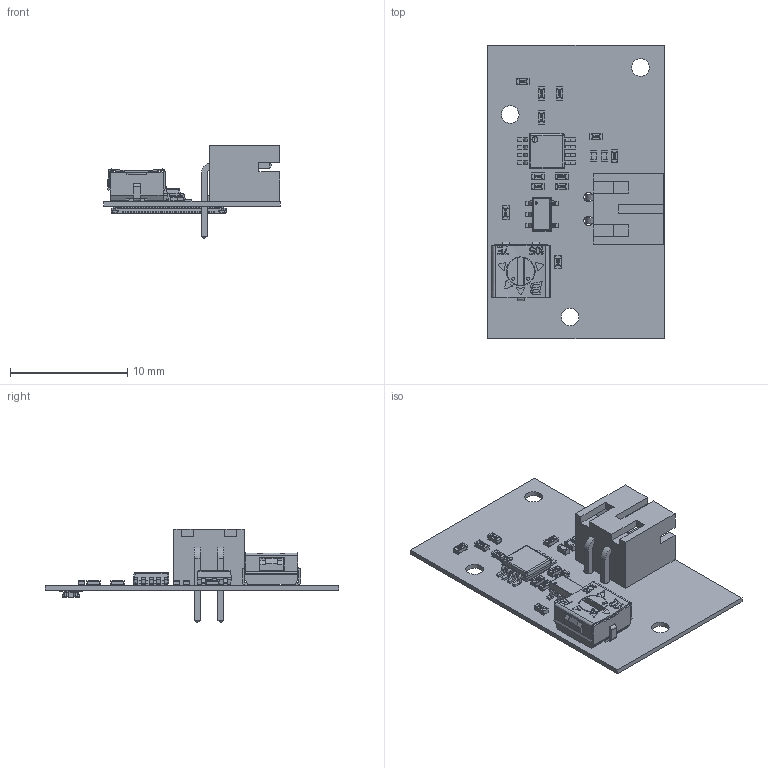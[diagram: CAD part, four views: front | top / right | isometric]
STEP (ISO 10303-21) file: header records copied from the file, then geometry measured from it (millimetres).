
FILE_DESCRIPTION(('Open CASCADE Model'),'2;1');
FILE_NAME('Open CASCADE Shape Model','2021-07-25T15:04:18',('Author'),( 'Open CASCADE'),'Open CASCADE STEP processor 6.8','Open CASCADE 6.8' ,'Unknown');
FILE_SCHEMA(('AUTOMOTIVE_DESIGN { 1 0 10303 214 1 1 1 1 }'));
Length unit declared in the file: millimetre
Products named in the file (42): PCB; Board; Open CASCADE STEP translator 6.8 1.1.1; R7; RES_1005-0402; U3; User_Library-VSSOP8_3x3_e0_65-1; U2; 5810921024; Body; PinsArrayL; PinsArrayR; R17; R15; C6; C0402; C5; J2; PH-2AW_RGB15724527; R12; 3314j-2-103e; Open CASCADE STEP translator 6.8 1.10.1.1; Open CASCADE STEP translator 6.8 1.10.1.2; Open CASCADE STEP translator 6.8 1.10.1.3; Open CASCADE STEP translator 6.8 1.10.1.4; Open CASCADE STEP translator 6.8 1.10.1.5; Open CASCADE STEP translator 6.8 1.10.1.6; Open CASCADE STEP translator 6.8 1.10.1.7; Open CASCADE STEP translator 6.8 1.10.1.8; Open CASCADE STEP translator 6.8 1.10.1.9; Open CASCADE STEP translator 6.8 1.10.1.10; R10; R9; R8; R6; R5; R4; R3; R2; R1 ...
Assembly tree (53 placements, depth 4):
  PCB
    Board
      Open CASCADE STEP translator 6.8 1.1.1
    R7
      RES_1005-0402
    U3
      User_Library-VSSOP8_3x3_e0_65-1
    U2
      5810921024
        Body
        PinsArrayL
        PinsArrayR
    R17
      RES_1005-0402
    R15
      RES_1005-0402
    C6
      C0402
    C5
      C0402
    J2
      PH-2AW_RGB15724527
    R12
      3314j-2-103e
        Open CASCADE STEP translator 6.8 1.10.1.1
        Open CASCADE STEP translator 6.8 1.10.1.2
        Open CASCADE STEP translator 6.8 1.10.1.3
        Open CASCADE STEP translator 6.8 1.10.1.4
        Open CASCADE STEP translator 6.8 1.10.1.5
        Open CASCADE STEP translator 6.8 1.10.1.6
        Open CASCADE STEP translator 6.8 1.10.1.7
        Open CASCADE STEP translator 6.8 1.10.1.8
        Open CASCADE STEP translator 6.8 1.10.1.9
        Open CASCADE STEP translator 6.8 1.10.1.10
    R10
      RES_1005-0402
    R9
      RES_1005-0402
    R8
      RES_1005-0402
    R6
      RES_1005-0402
    R5
      RES_1005-0402
    R4
      RES_1005-0402
    R3
      RES_1005-0402
    R2
      RES_1005-0402
    R1
      RES_1005-0402
    J1
      axe640124
Bounding box: 15 x 25 x 7.95 mm (x, y, z)
Volume: 222 mm3; surface area: 1574.4 mm2
Topology: 69 solids, 101 shells, 2719 faces, 7144 edges, 4690 vertices
Faces by surface type: plane 1631, bspline 807, cylinder 237, sphere 36, cone 4, torus 4
Full cylindrical faces by diameter (mm): 0.2 x1, 0.8 x2, 1.5 x3
Entity records: 63869 total; most frequent: CARTESIAN_POINT 15825, ORIENTED_EDGE 8810, DIRECTION 7275, EDGE_CURVE 4491, LINE 3539, VECTOR 3539, VERTEX_POINT 2958, AXIS2_PLACEMENT_3D 1868
